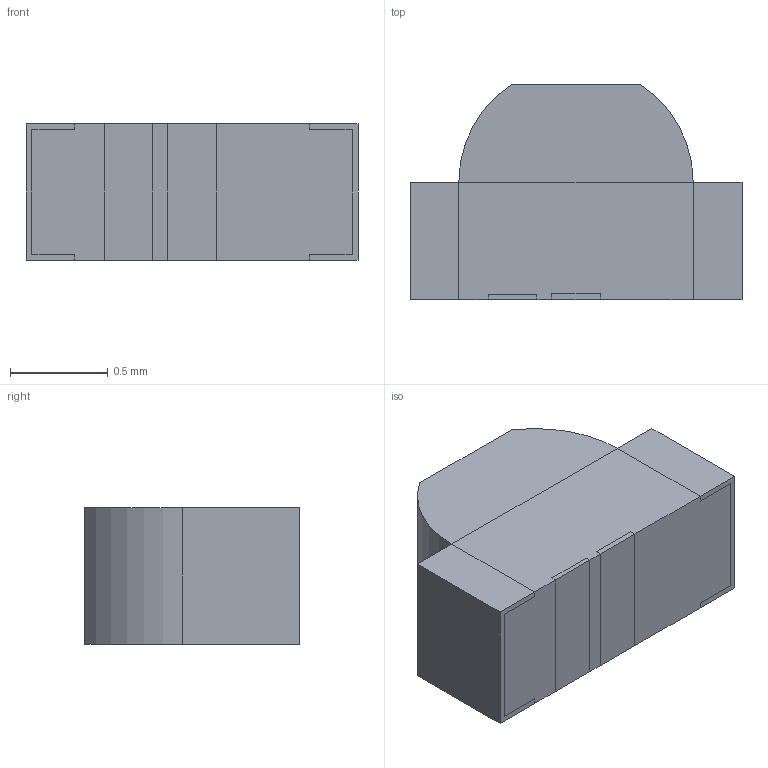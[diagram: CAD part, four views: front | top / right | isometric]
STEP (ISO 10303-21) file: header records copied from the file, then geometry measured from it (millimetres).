
FILE_DESCRIPTION(/* description */ (''),/* implementation_level */ '2;1');
FILE_NAME(/* name */ 'LED_AVAGO_HSMA-C120.stp',/* time_stamp */ '2017-06-08T16:13:43+02:00',/* author */ ('jchouvet'),/* organization */ (''),/* preprocessor_version */ 'ST-DEVELOPER v16.1',/* originating_system */ 'AutoCAD Mechanical',/* authorisation */ '');
FILE_SCHEMA (('AUTOMOTIVE_DESIGN { 1 0 10303 214 3 1 1 }'));
Length unit declared in the file: millimetre
Products named in the file (1): Product
Bounding box: 1.7 x 1.1 x 0.7 mm (x, y, z)
Volume: 1.1 mm3; surface area: 12.4 mm2
Topology: 7 solids, 7 shells, 71 faces, 168 edges, 112 vertices
Faces by surface type: plane 69, cylinder 2
Entity records: 2046 total; most frequent: CARTESIAN_POINT 352, ORIENTED_EDGE 336, DIRECTION 316, EDGE_CURVE 168, LINE 164, VECTOR 164, VERTEX_POINT 112, AXIS2_PLACEMENT_3D 76
